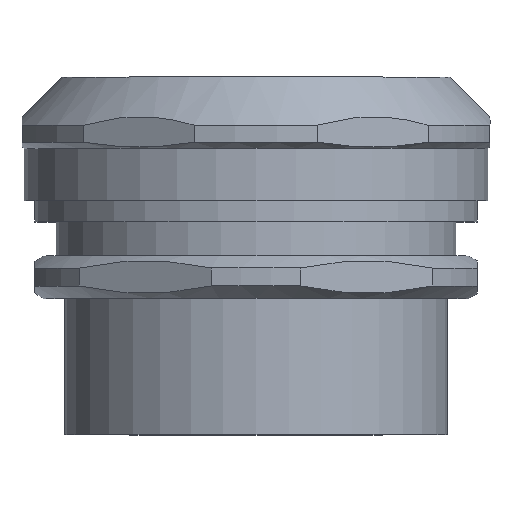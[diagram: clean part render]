
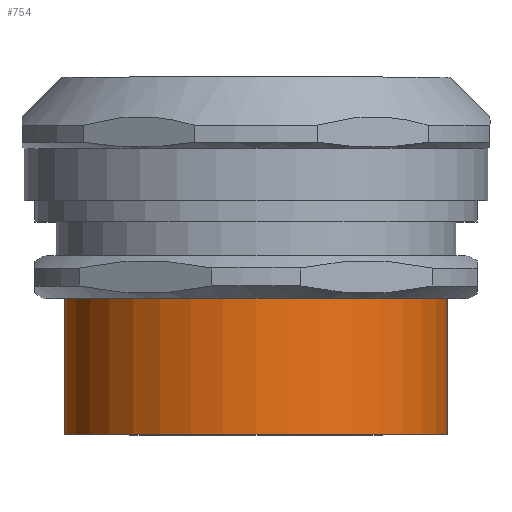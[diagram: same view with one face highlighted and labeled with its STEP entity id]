
A CAD part, top view. The second image highlights one B-rep face of the part: STEP entity #754.
In plain terms, the highlighted cylindrical face has radius 22.5 mm (diameter 45 mm), a full revolution.
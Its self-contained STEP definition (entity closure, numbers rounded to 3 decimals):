
#126=FACE_OUTER_BOUND('',#175,.T.);
#175=EDGE_LOOP('',(#539,#540,#541,#542));
#221=LINE('',#1166,#257);
#257=VECTOR('',#958,22.5);
#298=CIRCLE('',#830,22.5);
#302=CIRCLE('',#837,22.5);
#343=VERTEX_POINT('',#1153);
#347=VERTEX_POINT('',#1165);
#418=EDGE_CURVE('',#343,#343,#298,.T.);
#423=EDGE_CURVE('',#343,#347,#221,.T.);
#424=EDGE_CURVE('',#347,#347,#302,.T.);
#539=ORIENTED_EDGE('',*,*,#418,.T.);
#540=ORIENTED_EDGE('',*,*,#423,.T.);
#541=ORIENTED_EDGE('',*,*,#424,.F.);
#542=ORIENTED_EDGE('',*,*,#423,.F.);
#730=CYLINDRICAL_SURFACE('',#836,22.5);
#754=ADVANCED_FACE('',(#126),#730,.T.);
#830=AXIS2_PLACEMENT_3D('',#1154,#943,#944);
#836=AXIS2_PLACEMENT_3D('',#1164,#956,#957);
#837=AXIS2_PLACEMENT_3D('',#1167,#959,#960);
#943=DIRECTION('center_axis',(0.,-1.,0.));
#944=DIRECTION('ref_axis',(-1.,0.,0.));
#956=DIRECTION('center_axis',(0.,1.,0.));
#957=DIRECTION('ref_axis',(-1.,0.,0.));
#958=DIRECTION('',(0.,-1.,0.));
#959=DIRECTION('center_axis',(0.,-1.,0.));
#960=DIRECTION('ref_axis',(-1.,0.,0.));
#1153=CARTESIAN_POINT('',(145.326,-109.173,148.472));
#1154=CARTESIAN_POINT('Origin',(122.826,-109.173,148.472));
#1164=CARTESIAN_POINT('Origin',(122.826,-117.423,148.472));
#1165=CARTESIAN_POINT('',(145.326,-125.173,148.472));
#1166=CARTESIAN_POINT('',(145.326,-117.423,148.472));
#1167=CARTESIAN_POINT('Origin',(122.826,-125.173,148.472));
